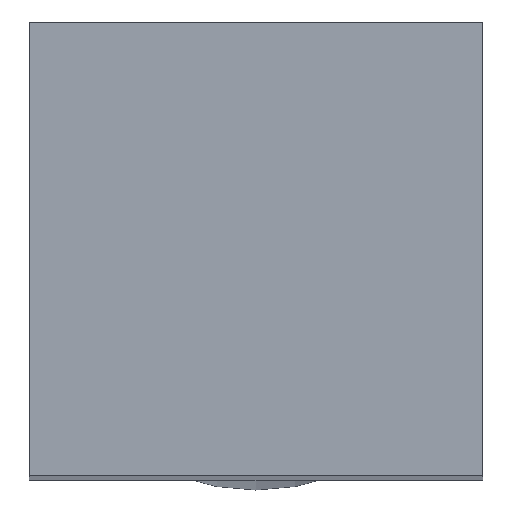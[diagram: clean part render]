
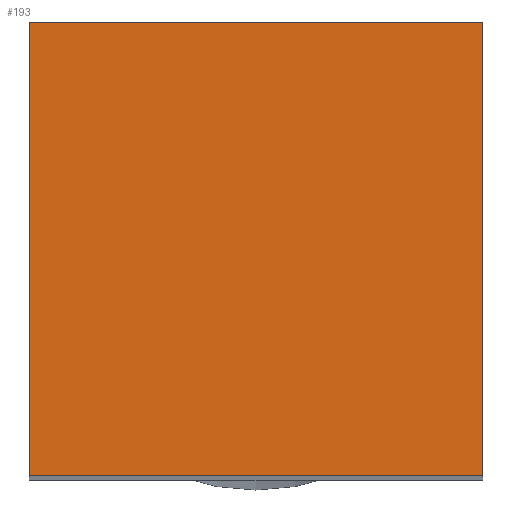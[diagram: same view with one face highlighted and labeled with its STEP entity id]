
A CAD part, top view. The second image highlights one B-rep face of the part: STEP entity #193.
In plain terms, the highlighted planar face has unit normal (0, 0, 1).
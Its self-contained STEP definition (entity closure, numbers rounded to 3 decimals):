
#19 = VECTOR ( 'NONE', #249, 1000. ) ;
#34 = CARTESIAN_POINT ( 'NONE',  ( -8., 8., 300. ) ) ;
#38 = CARTESIAN_POINT ( 'NONE',  ( -8., -8., 300. ) ) ;
#51 = FACE_OUTER_BOUND ( 'NONE', #76, .T. ) ;
#58 = DIRECTION ( 'NONE',  ( 0., 1., 0. ) ) ;
#62 = VECTOR ( 'NONE', #58, 1000. ) ;
#73 = CARTESIAN_POINT ( 'NONE',  ( -8., -8., 300. ) ) ;
#76 = EDGE_LOOP ( 'NONE', ( #364, #161, #359, #248 ) ) ;
#95 = VERTEX_POINT ( 'NONE', #238 ) ;
#114 = CARTESIAN_POINT ( 'NONE',  ( 8., 8., 300. ) ) ;
#119 = DIRECTION ( 'NONE',  ( 0., -1., 0. ) ) ;
#130 = DIRECTION ( 'NONE',  ( 1., 0., 0. ) ) ;
#135 = LINE ( 'NONE', #114, #62 ) ;
#141 = DIRECTION ( 'NONE',  ( 0., 0., 1. ) ) ;
#147 = CARTESIAN_POINT ( 'NONE',  ( -8., 8., 300. ) ) ;
#153 = LINE ( 'NONE', #34, #19 ) ;
#161 = ORIENTED_EDGE ( 'NONE', *, *, #280, .T. ) ;
#163 = EDGE_CURVE ( 'NONE', #378, #203, #153, .T. ) ;
#181 = CARTESIAN_POINT ( 'NONE',  ( 0., 0., 300. ) ) ;
#193 = ADVANCED_FACE ( 'NONE', ( #51 ), #329, .T. ) ;
#203 = VERTEX_POINT ( 'NONE', #147 ) ;
#222 = CARTESIAN_POINT ( 'NONE',  ( 8., 8., 300. ) ) ;
#238 = CARTESIAN_POINT ( 'NONE',  ( 8., -8., 300. ) ) ;
#239 = DIRECTION ( 'NONE',  ( 1., 0., 0. ) ) ;
#245 = EDGE_CURVE ( 'NONE', #203, #379, #301, .T. ) ;
#248 = ORIENTED_EDGE ( 'NONE', *, *, #245, .T. ) ;
#249 = DIRECTION ( 'NONE',  ( -1., 0., 0. ) ) ;
#258 = VECTOR ( 'NONE', #130, 1000. ) ;
#265 = AXIS2_PLACEMENT_3D ( 'NONE', #181, #141, #239 ) ;
#272 = CARTESIAN_POINT ( 'NONE',  ( -8., 8., 300. ) ) ;
#273 = LINE ( 'NONE', #73, #258 ) ;
#280 = EDGE_CURVE ( 'NONE', #95, #378, #135, .T. ) ;
#301 = LINE ( 'NONE', #272, #353 ) ;
#329 = PLANE ( 'NONE',  #265 ) ;
#353 = VECTOR ( 'NONE', #119, 1000. ) ;
#359 = ORIENTED_EDGE ( 'NONE', *, *, #163, .T. ) ;
#360 = EDGE_CURVE ( 'NONE', #379, #95, #273, .T. ) ;
#364 = ORIENTED_EDGE ( 'NONE', *, *, #360, .T. ) ;
#378 = VERTEX_POINT ( 'NONE', #222 ) ;
#379 = VERTEX_POINT ( 'NONE', #38 ) ;
